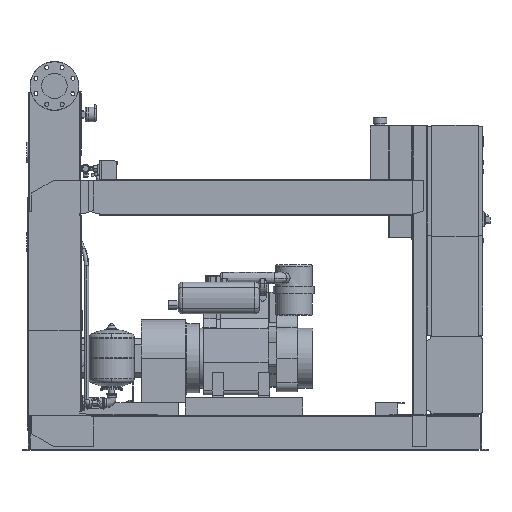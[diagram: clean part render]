
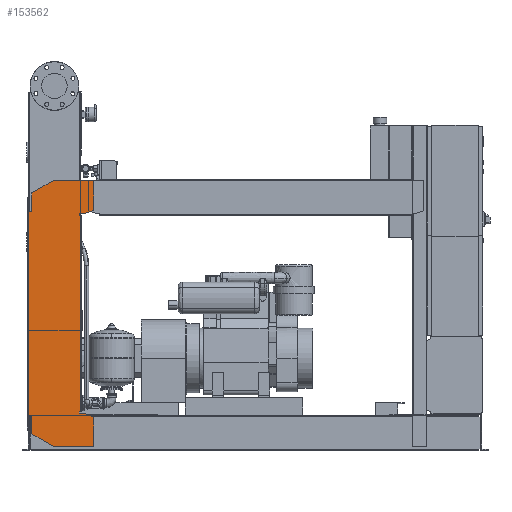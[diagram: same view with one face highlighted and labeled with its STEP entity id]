
A CAD part, front view. The second image highlights one B-rep face of the part: STEP entity #153562.
In plain terms, the highlighted free-form (B-spline) face has degree [1, 1] with [2, 2] control points.
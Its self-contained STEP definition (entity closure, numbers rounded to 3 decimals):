
#153047=CARTESIAN_POINT('',(-102.0,-463.5,1076.0));
#153048=VERTEX_POINT('',#153047);
#153055=CARTESIAN_POINT('',(-102.0,-463.5,1158.574));
#153056=VERTEX_POINT('',#153055);
#153057=CARTESIAN_POINT('',(-102.0,-463.5,1076.0));
#153058=DIRECTION('',(0.0,0.0,1.0));
#153059=VECTOR('',#153058,82.574);
#153060=LINE('',#153057,#153059);
#153061=EDGE_CURVE('',#153048,#153056,#153060,.T.);
#153079=CARTESIAN_POINT('',(-6.,-463.5,1214.0));
#153080=VERTEX_POINT('',#153079);
#153081=CARTESIAN_POINT('',(-102.0,-463.5,1158.574));
#153082=DIRECTION('',(0.866,0.0,0.5));
#153083=VECTOR('',#153082,110.851);
#153084=LINE('',#153081,#153083);
#153085=EDGE_CURVE('',#153056,#153080,#153084,.T.);
#153103=CARTESIAN_POINT('',(177.0,-463.5,1214.0));
#153104=VERTEX_POINT('',#153103);
#153105=CARTESIAN_POINT('',(-6.,-463.5,1214.0));
#153106=DIRECTION('',(1.0,0.0,0.0));
#153107=VECTOR('',#153106,183.0);
#153108=LINE('',#153105,#153107);
#153109=EDGE_CURVE('',#153080,#153104,#153108,.T.);
#153127=CARTESIAN_POINT('',(177.0,-463.5,1080.379));
#153128=VERTEX_POINT('',#153127);
#153129=CARTESIAN_POINT('',(177.0,-463.5,1214.0));
#153130=DIRECTION('',(0.0,0.0,-1.0));
#153131=VECTOR('',#153130,133.621);
#153132=LINE('',#153129,#153131);
#153133=EDGE_CURVE('',#153104,#153128,#153132,.T.);
#153151=CARTESIAN_POINT('',(132.,-463.5,1064.0));
#153152=VERTEX_POINT('',#153151);
#153153=CARTESIAN_POINT('',(177.0,-463.5,1080.379));
#153154=DIRECTION('',(-0.94,0.0,-0.342));
#153155=VECTOR('',#153154,47.888);
#153156=LINE('',#153153,#153155);
#153157=EDGE_CURVE('',#153128,#153152,#153156,.T.);
#153175=CARTESIAN_POINT('',(112.0,-463.5,1064.0));
#153176=VERTEX_POINT('',#153175);
#153177=CARTESIAN_POINT('',(132.,-463.5,1064.0));
#153178=DIRECTION('',(-1.0,0.0,0.0));
#153179=VECTOR('',#153178,20.);
#153180=LINE('',#153177,#153179);
#153181=EDGE_CURVE('',#153152,#153176,#153180,.T.);
#153199=CARTESIAN_POINT('',(112.0,-463.5,1056.0));
#153200=VERTEX_POINT('',#153199);
#153201=CARTESIAN_POINT('',(112.0,-463.5,1064.0));
#153202=DIRECTION('',(0.0,0.0,-1.0));
#153203=VECTOR('',#153202,8.0);
#153204=LINE('',#153201,#153203);
#153205=EDGE_CURVE('',#153176,#153200,#153204,.T.);
#153223=CARTESIAN_POINT('',(120.,-463.5,1056.0));
#153224=VERTEX_POINT('',#153223);
#153225=CARTESIAN_POINT('',(112.0,-463.5,1056.0));
#153226=DIRECTION('',(1.0,0.0,0.0));
#153227=VECTOR('',#153226,8.);
#153228=LINE('',#153225,#153227);
#153229=EDGE_CURVE('',#153200,#153224,#153228,.T.);
#153247=CARTESIAN_POINT('',(120.,-463.5,176.));
#153248=VERTEX_POINT('',#153247);
#153259=CARTESIAN_POINT('',(120.,-463.5,1056.0));
#153260=DIRECTION('',(0.0,0.0,-1.0));
#153261=VECTOR('',#153260,880.);
#153262=LINE('',#153259,#153261);
#153263=EDGE_CURVE('',#153224,#153248,#153262,.T.);
#153277=CARTESIAN_POINT('',(112.,-463.5,176.));
#153278=VERTEX_POINT('',#153277);
#153279=CARTESIAN_POINT('',(120.,-463.5,176.));
#153280=DIRECTION('',(-1.0,0.0,0.0));
#153281=VECTOR('',#153280,8.);
#153282=LINE('',#153279,#153281);
#153283=EDGE_CURVE('',#153248,#153278,#153282,.T.);
#153301=CARTESIAN_POINT('',(112.,-463.5,168.));
#153302=VERTEX_POINT('',#153301);
#153303=CARTESIAN_POINT('',(112.,-463.5,176.));
#153304=DIRECTION('',(0.0,0.0,-1.0));
#153305=VECTOR('',#153304,8.0);
#153306=LINE('',#153303,#153305);
#153307=EDGE_CURVE('',#153278,#153302,#153306,.T.);
#153325=CARTESIAN_POINT('',(132.,-463.5,168.));
#153326=VERTEX_POINT('',#153325);
#153327=CARTESIAN_POINT('',(112.,-463.5,168.));
#153328=DIRECTION('',(1.0,0.0,0.0));
#153329=VECTOR('',#153328,20.0);
#153330=LINE('',#153327,#153329);
#153331=EDGE_CURVE('',#153302,#153326,#153330,.T.);
#153349=CARTESIAN_POINT('',(177.,-463.5,151.621));
#153350=VERTEX_POINT('',#153349);
#153351=CARTESIAN_POINT('',(132.,-463.5,168.));
#153352=DIRECTION('',(0.94,0.0,-0.342));
#153353=VECTOR('',#153352,47.888);
#153354=LINE('',#153351,#153353);
#153355=EDGE_CURVE('',#153326,#153350,#153354,.T.);
#153373=CARTESIAN_POINT('',(177.,-463.5,18.0));
#153374=VERTEX_POINT('',#153373);
#153375=CARTESIAN_POINT('',(177.,-463.5,151.621));
#153376=DIRECTION('',(0.0,0.0,-1.0));
#153377=VECTOR('',#153376,133.621);
#153378=LINE('',#153375,#153377);
#153379=EDGE_CURVE('',#153350,#153374,#153378,.T.);
#153397=CARTESIAN_POINT('',(-4.,-463.5,18.0));
#153398=VERTEX_POINT('',#153397);
#153399=CARTESIAN_POINT('',(177.,-463.5,18.0));
#153400=DIRECTION('',(-1.0,0.0,0.0));
#153401=VECTOR('',#153400,181.);
#153402=LINE('',#153399,#153401);
#153403=EDGE_CURVE('',#153374,#153398,#153402,.T.);
#153421=CARTESIAN_POINT('',(-102.,-463.5,74.58));
#153422=VERTEX_POINT('',#153421);
#153423=CARTESIAN_POINT('',(-4.,-463.5,18.0));
#153424=DIRECTION('',(-0.866,0.,0.5));
#153425=VECTOR('',#153424,113.161);
#153426=LINE('',#153423,#153425);
#153427=EDGE_CURVE('',#153398,#153422,#153426,.T.);
#153445=CARTESIAN_POINT('',(-102.,-463.5,156.0));
#153446=VERTEX_POINT('',#153445);
#153447=CARTESIAN_POINT('',(-102.,-463.5,74.58));
#153448=DIRECTION('',(0.0,0.0,1.0));
#153449=VECTOR('',#153448,81.42);
#153450=LINE('',#153447,#153449);
#153451=EDGE_CURVE('',#153422,#153446,#153450,.T.);
#153469=CARTESIAN_POINT('',(-122.,-463.5,156.0));
#153470=VERTEX_POINT('',#153469);
#153471=CARTESIAN_POINT('',(-102.,-463.5,156.0));
#153472=DIRECTION('',(-1.0,0.0,0.0));
#153473=VECTOR('',#153472,20.0);
#153474=LINE('',#153471,#153473);
#153475=EDGE_CURVE('',#153446,#153470,#153474,.T.);
#153493=CARTESIAN_POINT('',(-122.0,-463.5,1076.0));
#153494=VERTEX_POINT('',#153493);
#153507=CARTESIAN_POINT('',(-122.,-463.5,156.0));
#153508=DIRECTION('',(0.0,0.0,1.0));
#153509=VECTOR('',#153508,920.0);
#153510=LINE('',#153507,#153509);
#153511=EDGE_CURVE('',#153470,#153494,#153510,.T.);
#153525=CARTESIAN_POINT('',(-122.0,-463.5,1076.0));
#153526=DIRECTION('',(1.0,0.0,0.0));
#153527=VECTOR('',#153526,20.0);
#153528=LINE('',#153525,#153527);
#153529=EDGE_CURVE('',#153494,#153048,#153528,.T.);
#153535=CARTESIAN_POINT('',(-122.,-463.5,18.0));
#153536=CARTESIAN_POINT('',(177.0,-463.5,18.0));
#153537=CARTESIAN_POINT('',(-122.,-463.5,1214.0));
#153538=CARTESIAN_POINT('',(177.0,-463.5,1214.0));
#153539=B_SPLINE_SURFACE_WITH_KNOTS('',1,1,((#153535,#153537),(#153536,#153538)),.UNSPECIFIED.,.F.,.F.,.U.,(2,2),(2,2),(0.0,299.),(0.0,1196.0),.UNSPECIFIED.);
#153540=ORIENTED_EDGE('',*,*,#153529,.F.);
#153541=ORIENTED_EDGE('',*,*,#153511,.F.);
#153542=ORIENTED_EDGE('',*,*,#153475,.F.);
#153543=ORIENTED_EDGE('',*,*,#153451,.F.);
#153544=ORIENTED_EDGE('',*,*,#153427,.F.);
#153545=ORIENTED_EDGE('',*,*,#153403,.F.);
#153546=ORIENTED_EDGE('',*,*,#153379,.F.);
#153547=ORIENTED_EDGE('',*,*,#153355,.F.);
#153548=ORIENTED_EDGE('',*,*,#153331,.F.);
#153549=ORIENTED_EDGE('',*,*,#153307,.F.);
#153550=ORIENTED_EDGE('',*,*,#153283,.F.);
#153551=ORIENTED_EDGE('',*,*,#153263,.F.);
#153552=ORIENTED_EDGE('',*,*,#153229,.F.);
#153553=ORIENTED_EDGE('',*,*,#153205,.F.);
#153554=ORIENTED_EDGE('',*,*,#153181,.F.);
#153555=ORIENTED_EDGE('',*,*,#153157,.F.);
#153556=ORIENTED_EDGE('',*,*,#153133,.F.);
#153557=ORIENTED_EDGE('',*,*,#153109,.F.);
#153558=ORIENTED_EDGE('',*,*,#153085,.F.);
#153559=ORIENTED_EDGE('',*,*,#153061,.F.);
#153560=EDGE_LOOP('',(#153540,#153541,#153542,#153543,#153544,#153545,#153546,#153547,#153548,#153549,#153550,#153551,#153552,#153553,#153554,#153555,#153556,#153557,#153558,#153559));
#153561=FACE_OUTER_BOUND('',#153560,.T.);
#153562=ADVANCED_FACE('',(#153561),#153539,.T.);
